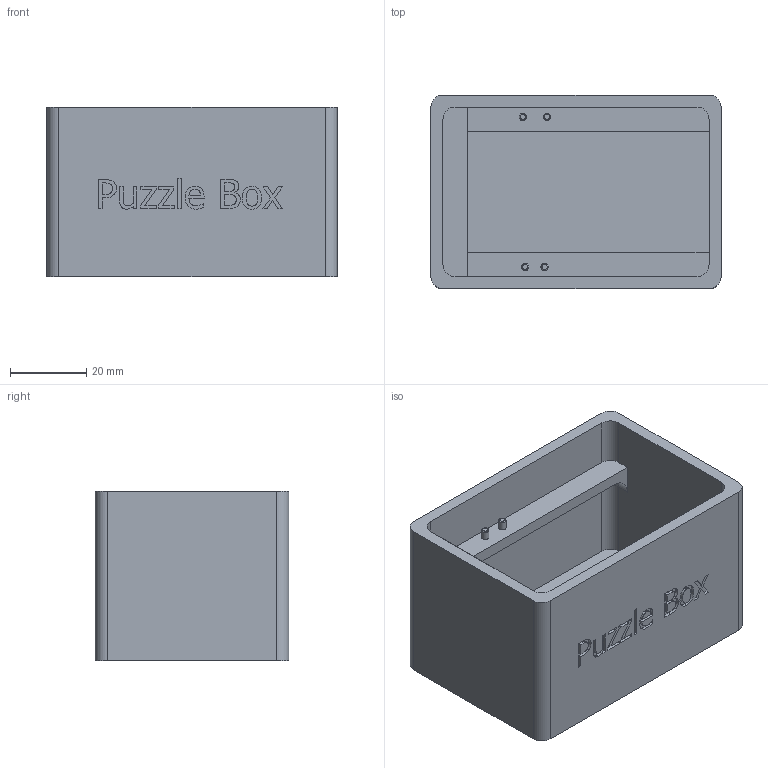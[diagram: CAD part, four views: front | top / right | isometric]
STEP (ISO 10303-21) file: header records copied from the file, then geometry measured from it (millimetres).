
FILE_DESCRIPTION(/* description */ (''),/* implementation_level */ '2;1');
FILE_NAME(/* name */ 'box.stp',/* time_stamp */ '2017-10-14T10:34:42-04:00',/* author */ ('Mark'),/* organization */ (''),/* preprocessor_version */ 'ST-DEVELOPER v16.1',/* originating_system */ 'Autodesk Inventor 2016',/* authorisation */ '');
FILE_SCHEMA (('AUTOMOTIVE_DESIGN { 1 0 10303 214 3 1 1 }'));
Length unit declared in the file: inch
Products named in the file (1): box
Bounding box: 76.2 x 50.8 x 44.45 mm (x, y, z)
Volume: 49131.6 mm3; surface area: 29980.6 mm2
Topology: 1 solids, 1 shells, 182 faces, 473 edges, 310 vertices
Faces by surface type: plane 108, bspline 51, cylinder 19, torus 4
Full cylindrical faces by diameter (mm): 1.905 x4
Entity records: 6095 total; most frequent: CARTESIAN_POINT 1826, ORIENTED_EDGE 926, DIRECTION 669, EDGE_CURVE 463, LINE 321, VECTOR 321, VERTEX_POINT 310, EDGE_LOOP 209
